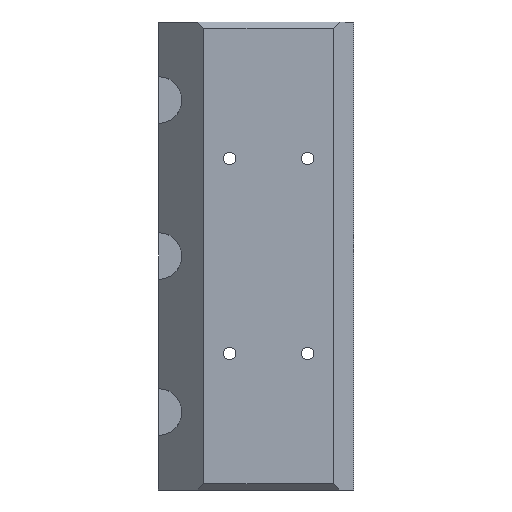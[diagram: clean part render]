
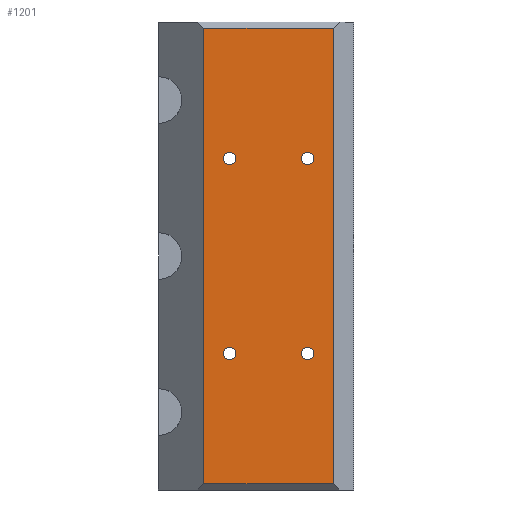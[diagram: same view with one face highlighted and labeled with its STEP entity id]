
A CAD part, front view. The second image highlights one B-rep face of the part: STEP entity #1201.
In plain terms, the highlighted planar face has unit normal (0, -1, 0).
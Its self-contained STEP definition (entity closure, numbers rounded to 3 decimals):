
#36=FACE_BOUND('',#222,.T.);
#37=FACE_BOUND('',#223,.T.);
#38=FACE_BOUND('',#224,.T.);
#39=FACE_BOUND('',#225,.T.);
#86=PLANE('',#1327);
#135=FACE_OUTER_BOUND('',#221,.T.);
#221=EDGE_LOOP('',(#954,#955,#956,#957));
#222=EDGE_LOOP('',(#958));
#223=EDGE_LOOP('',(#959));
#224=EDGE_LOOP('',(#960));
#225=EDGE_LOOP('',(#961));
#321=LINE('',#2093,#415);
#326=LINE('',#2103,#420);
#328=LINE('',#2106,#422);
#329=LINE('',#2107,#423);
#415=VECTOR('',#1570,10.);
#420=VECTOR('',#1577,10.);
#422=VECTOR('',#1581,10.);
#423=VECTOR('',#1582,10.);
#489=CIRCLE('',#1328,0.8);
#490=CIRCLE('',#1329,0.8);
#491=CIRCLE('',#1330,0.8);
#492=CIRCLE('',#1331,0.8);
#586=VERTEX_POINT('',#2091);
#587=VERTEX_POINT('',#2092);
#590=VERTEX_POINT('',#2100);
#591=VERTEX_POINT('',#2102);
#592=VERTEX_POINT('',#2108);
#593=VERTEX_POINT('',#2110);
#594=VERTEX_POINT('',#2112);
#595=VERTEX_POINT('',#2114);
#723=EDGE_CURVE('',#586,#587,#321,.T.);
#728=EDGE_CURVE('',#590,#591,#326,.T.);
#730=EDGE_CURVE('',#591,#586,#328,.T.);
#731=EDGE_CURVE('',#587,#590,#329,.T.);
#732=EDGE_CURVE('',#592,#592,#489,.T.);
#733=EDGE_CURVE('',#593,#593,#490,.T.);
#734=EDGE_CURVE('',#594,#594,#491,.T.);
#735=EDGE_CURVE('',#595,#595,#492,.T.);
#954=ORIENTED_EDGE('',*,*,#730,.F.);
#955=ORIENTED_EDGE('',*,*,#728,.F.);
#956=ORIENTED_EDGE('',*,*,#731,.F.);
#957=ORIENTED_EDGE('',*,*,#723,.F.);
#958=ORIENTED_EDGE('',*,*,#732,.T.);
#959=ORIENTED_EDGE('',*,*,#733,.T.);
#960=ORIENTED_EDGE('',*,*,#734,.T.);
#961=ORIENTED_EDGE('',*,*,#735,.T.);
#1201=ADVANCED_FACE('',(#135,#36,#37,#38,#39),#86,.T.);
#1327=AXIS2_PLACEMENT_3D('',#2105,#1579,#1580);
#1328=AXIS2_PLACEMENT_3D('',#2109,#1583,#1584);
#1329=AXIS2_PLACEMENT_3D('',#2111,#1585,#1586);
#1330=AXIS2_PLACEMENT_3D('',#2113,#1587,#1588);
#1331=AXIS2_PLACEMENT_3D('',#2115,#1589,#1590);
#1570=DIRECTION('',(-1.,0.,0.));
#1577=DIRECTION('',(1.,0.,0.));
#1579=DIRECTION('center_axis',(0.,-1.,0.));
#1580=DIRECTION('ref_axis',(0.,0.,-1.));
#1581=DIRECTION('',(0.,0.,-1.));
#1582=DIRECTION('',(0.,0.,1.));
#1583=DIRECTION('center_axis',(0.,1.,0.));
#1584=DIRECTION('ref_axis',(-1.,0.,0.));
#1585=DIRECTION('center_axis',(0.,1.,0.));
#1586=DIRECTION('ref_axis',(-1.,0.,0.));
#1587=DIRECTION('center_axis',(0.,1.,0.));
#1588=DIRECTION('ref_axis',(-1.,0.,0.));
#1589=DIRECTION('center_axis',(0.,1.,0.));
#1590=DIRECTION('ref_axis',(-1.,0.,0.));
#2091=CARTESIAN_POINT('',(13.19,-3.55,-29.2));
#2092=CARTESIAN_POINT('',(-3.45,-3.55,-29.2));
#2093=CARTESIAN_POINT('',(7.81,-3.55,-29.2));
#2100=CARTESIAN_POINT('',(-3.45,-3.55,29.2));
#2102=CARTESIAN_POINT('',(13.19,-3.55,29.2));
#2103=CARTESIAN_POINT('',(-2.94,-3.55,29.2));
#2105=CARTESIAN_POINT('Origin',(4.87,-3.55,0.));
#2106=CARTESIAN_POINT('',(13.19,-3.55,-15.));
#2107=CARTESIAN_POINT('',(-3.45,-3.55,15.));
#2108=CARTESIAN_POINT('',(-0.93,-3.55,-12.5));
#2109=CARTESIAN_POINT('Origin',(-0.13,-3.55,-12.5));
#2110=CARTESIAN_POINT('',(9.07,-3.55,-12.5));
#2111=CARTESIAN_POINT('Origin',(9.87,-3.55,-12.5));
#2112=CARTESIAN_POINT('',(9.07,-3.55,12.5));
#2113=CARTESIAN_POINT('Origin',(9.87,-3.55,12.5));
#2114=CARTESIAN_POINT('',(-0.93,-3.55,12.5));
#2115=CARTESIAN_POINT('Origin',(-0.13,-3.55,12.5));
